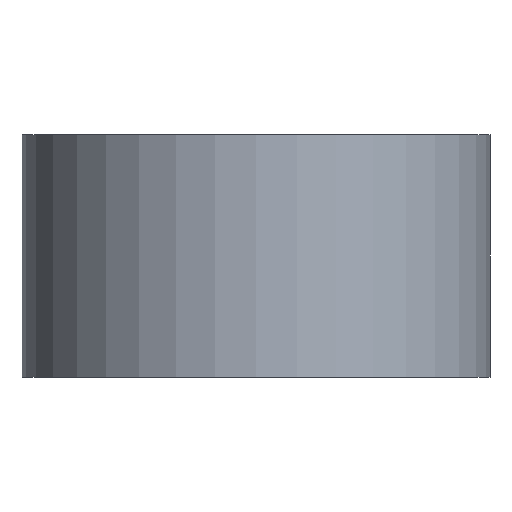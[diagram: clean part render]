
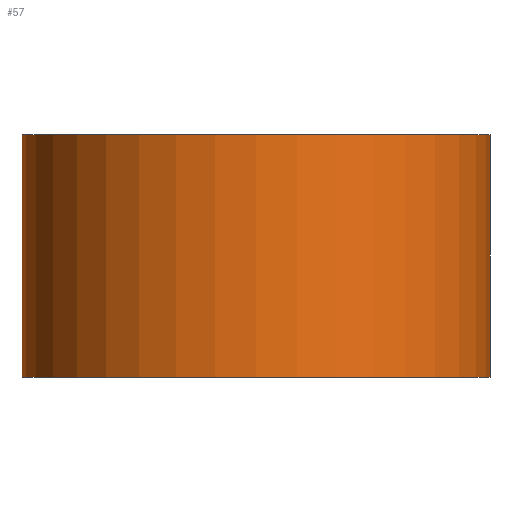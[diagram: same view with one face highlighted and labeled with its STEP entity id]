
A CAD part, front view. The second image highlights one B-rep face of the part: STEP entity #57.
In plain terms, the highlighted cylindrical face has radius 21.2 mm (diameter 42.4 mm), a partial arc.
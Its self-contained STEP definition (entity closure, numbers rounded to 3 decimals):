
#9 = CARTESIAN_POINT ( 'NONE',  ( -21.2, 0., 22. ) ) ;
#19 = EDGE_CURVE ( 'NONE', #211, #185, #46, .T. ) ;
#23 = ORIENTED_EDGE ( 'NONE', *, *, #99, .T. ) ;
#27 = DIRECTION ( 'NONE',  ( -1., 0., 0. ) ) ;
#32 = DIRECTION ( 'NONE',  ( 1., 0., 0. ) ) ;
#40 = AXIS2_PLACEMENT_3D ( 'NONE', #177, #142, #32 ) ;
#46 = CIRCLE ( 'NONE', #74, 21.2 ) ;
#50 = CARTESIAN_POINT ( 'NONE',  ( 0., 0., 22. ) ) ;
#51 = DIRECTION ( 'NONE',  ( 0., 0., -1. ) ) ;
#57 = ADVANCED_FACE ( 'NONE', ( #200 ), #197, .T. ) ;
#63 = EDGE_CURVE ( 'NONE', #185, #152, #240, .T. ) ;
#74 = AXIS2_PLACEMENT_3D ( 'NONE', #210, #98, #153 ) ;
#86 = CARTESIAN_POINT ( 'NONE',  ( 21.2, 0., 0. ) ) ;
#98 = DIRECTION ( 'NONE',  ( 0., 0., 1. ) ) ;
#99 = EDGE_CURVE ( 'NONE', #213, #152, #139, .T. ) ;
#100 = EDGE_LOOP ( 'NONE', ( #137, #232, #190, #23 ) ) ;
#104 = CARTESIAN_POINT ( 'NONE',  ( 21.2, 0., 22. ) ) ;
#121 = DIRECTION ( 'NONE',  ( 0., 0., -1. ) ) ;
#129 = CARTESIAN_POINT ( 'NONE',  ( -21.2, 0., 22. ) ) ;
#137 = ORIENTED_EDGE ( 'NONE', *, *, #63, .F. ) ;
#139 = CIRCLE ( 'NONE', #40, 21.2 ) ;
#142 = DIRECTION ( 'NONE',  ( 0., 0., 1. ) ) ;
#143 = CARTESIAN_POINT ( 'NONE',  ( 21.2, 0., 22. ) ) ;
#147 = VECTOR ( 'NONE', #51, 1000. ) ;
#152 = VERTEX_POINT ( 'NONE', #86 ) ;
#153 = DIRECTION ( 'NONE',  ( 1., 0., 0. ) ) ;
#164 = CARTESIAN_POINT ( 'NONE',  ( -21.2, 0., 0. ) ) ;
#165 = EDGE_CURVE ( 'NONE', #211, #213, #217, .T. ) ;
#177 = CARTESIAN_POINT ( 'NONE',  ( 0., 0., 0. ) ) ;
#180 = DIRECTION ( 'NONE',  ( 0., 0., -1. ) ) ;
#185 = VERTEX_POINT ( 'NONE', #143 ) ;
#190 = ORIENTED_EDGE ( 'NONE', *, *, #165, .T. ) ;
#196 = AXIS2_PLACEMENT_3D ( 'NONE', #50, #121, #27 ) ;
#197 = CYLINDRICAL_SURFACE ( 'NONE', #196, 21.2 ) ;
#200 = FACE_OUTER_BOUND ( 'NONE', #100, .T. ) ;
#210 = CARTESIAN_POINT ( 'NONE',  ( 0., 0., 22. ) ) ;
#211 = VERTEX_POINT ( 'NONE', #129 ) ;
#213 = VERTEX_POINT ( 'NONE', #164 ) ;
#217 = LINE ( 'NONE', #9, #147 ) ;
#232 = ORIENTED_EDGE ( 'NONE', *, *, #19, .F. ) ;
#235 = VECTOR ( 'NONE', #180, 1000. ) ;
#240 = LINE ( 'NONE', #104, #235 ) ;
